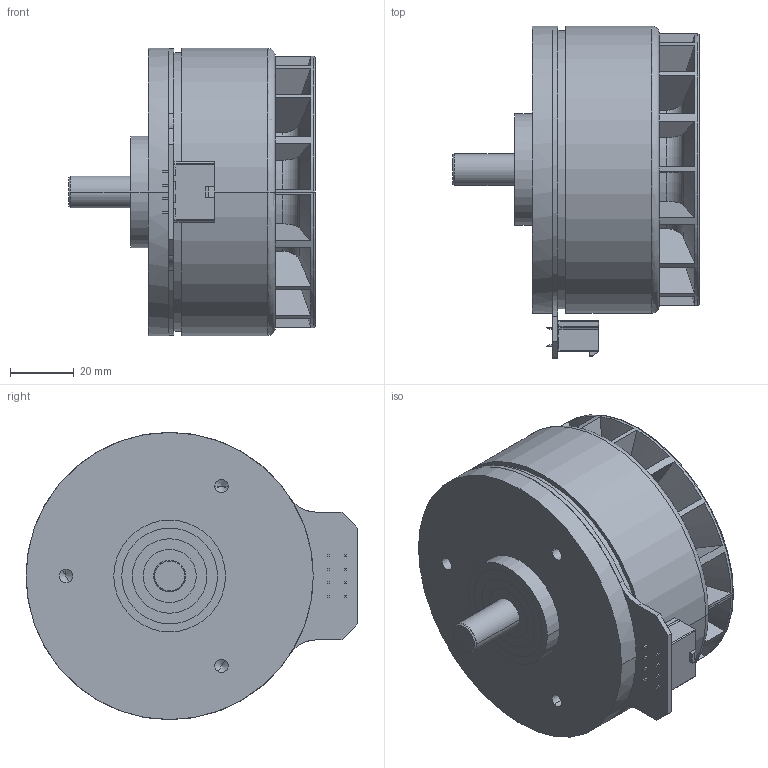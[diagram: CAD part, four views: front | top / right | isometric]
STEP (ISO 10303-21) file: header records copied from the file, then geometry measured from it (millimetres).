
FILE_DESCRIPTION (( 'STEP AP214' ), '1' );
FILE_NAME ('EC90fl-600W-V1.stp.STEP', '2023-12-19T22:57:33', ( '' ), ( '' ), 'SwSTEP 2.0', 'SolidWorks 2023', '' );
FILE_SCHEMA (( 'AUTOMOTIVE_DESIGN' ));
Length unit declared in the file: millimetre
Products named in the file (1): EC90fl-600W-V1.stp
Bounding box: 77.3 x 104 x 90 mm (x, y, z)
Volume: 272816.6 mm3; surface area: 42447.4 mm2
Topology: 1 solids, 1 shells, 401 faces, 1075 edges, 692 vertices
Faces by surface type: plane 292, cylinder 55, cone 28, torus 26
Entity records: 12570 total; most frequent: CARTESIAN_POINT 2307, ORIENTED_EDGE 2138, DIRECTION 2073, EDGE_CURVE 1069, VECTOR 837, LINE 837, VERTEX_POINT 692, AXIS2_PLACEMENT_3D 618
